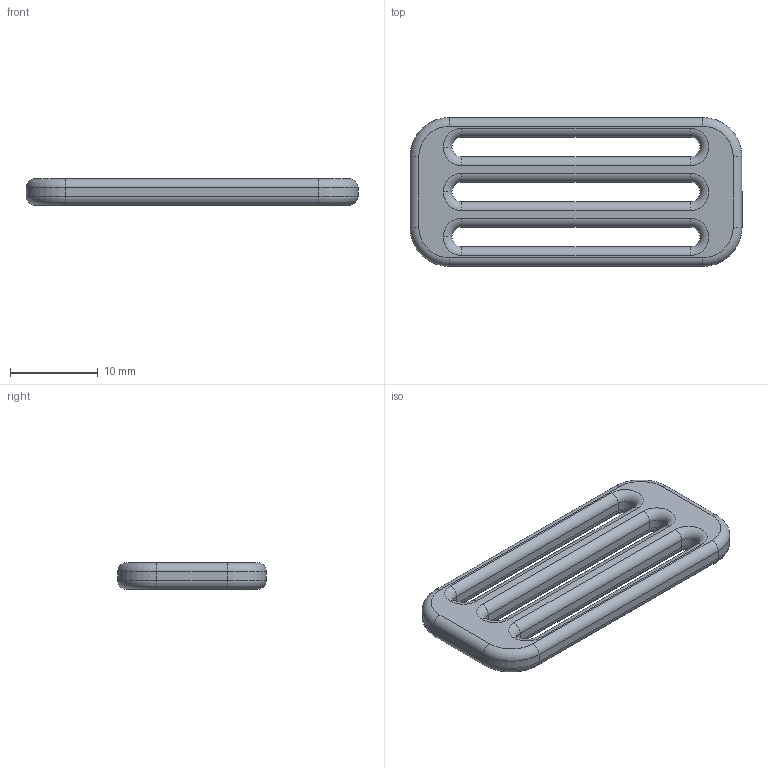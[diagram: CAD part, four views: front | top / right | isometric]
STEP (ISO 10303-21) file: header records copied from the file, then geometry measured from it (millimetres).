
FILE_DESCRIPTION (( 'STEP AP214' ), '1' );
FILE_NAME ('Watchy_Chain.STEP', '2021-03-25T12:10:42', ( '' ), ( '' ), 'SwSTEP 2.0', 'SolidWorks 2018', '' );
FILE_SCHEMA (( 'AUTOMOTIVE_DESIGN' ));
Length unit declared in the file: millimetre
Products named in the file (1): Watchy_Chain
Bounding box: 37.8 x 16.95 x 3 mm (x, y, z)
Volume: 1190.6 mm3; surface area: 1473.4 mm2
Topology: 1 solids, 1 shells, 71 faces, 161 edges, 92 vertices
Faces by surface type: cylinder 33, torus 26, plane 12
Entity records: 2031 total; most frequent: DIRECTION 403, CARTESIAN_POINT 325, ORIENTED_EDGE 322, AXIS2_PLACEMENT_3D 170, EDGE_CURVE 161, CIRCLE 98, VERTEX_POINT 92, EDGE_LOOP 77
